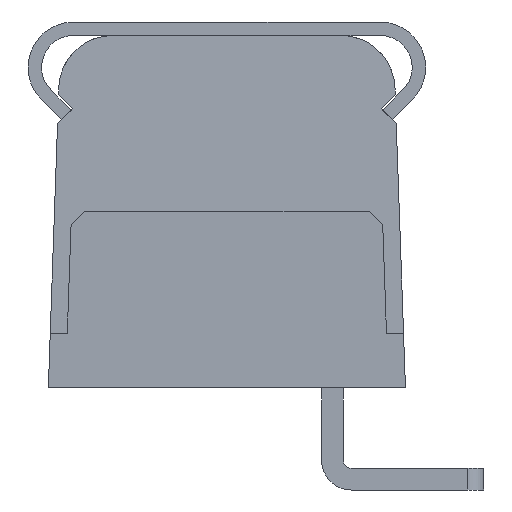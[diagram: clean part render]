
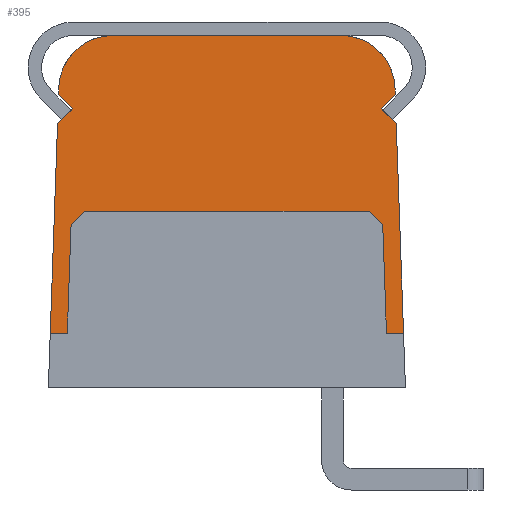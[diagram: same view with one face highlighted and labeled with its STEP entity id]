
A CAD part, front view. The second image highlights one B-rep face of the part: STEP entity #395.
In plain terms, the highlighted planar face has unit normal (0, -1, 0.026).
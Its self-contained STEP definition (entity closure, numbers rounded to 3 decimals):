
#395 = ADVANCED_FACE( '', ( #1620 ), #1621, .T. );
#1620 = FACE_OUTER_BOUND( '', #5567, .T. );
#1621 = PLANE( '', #5568 );
#5567 = EDGE_LOOP( '', ( #10800, #10801, #10802, #10803, #10804, #10805, #10806, #10807, #10808, #10809, #10810, #10811, #10812, #10813, #10814, #10815, #10816, #10817 ) );
#5568 = AXIS2_PLACEMENT_3D( '', #10818, #10819, #10820 );
#10800 = ORIENTED_EDGE( '', *, *, #15664, .T. );
#10801 = ORIENTED_EDGE( '', *, *, #16691, .T. );
#10802 = ORIENTED_EDGE( '', *, *, #16692, .T. );
#10803 = ORIENTED_EDGE( '', *, *, #16693, .T. );
#10804 = ORIENTED_EDGE( '', *, *, #16685, .T. );
#10805 = ORIENTED_EDGE( '', *, *, #16694, .T. );
#10806 = ORIENTED_EDGE( '', *, *, #16695, .T. );
#10807 = ORIENTED_EDGE( '', *, *, #16696, .T. );
#10808 = ORIENTED_EDGE( '', *, *, #16697, .T. );
#10809 = ORIENTED_EDGE( '', *, *, #16698, .T. );
#10810 = ORIENTED_EDGE( '', *, *, #16699, .T. );
#10811 = ORIENTED_EDGE( '', *, *, #16700, .T. );
#10812 = ORIENTED_EDGE( '', *, *, #16701, .T. );
#10813 = ORIENTED_EDGE( '', *, *, #16702, .T. );
#10814 = ORIENTED_EDGE( '', *, *, #16703, .T. );
#10815 = ORIENTED_EDGE( '', *, *, #16704, .T. );
#10816 = ORIENTED_EDGE( '', *, *, #16705, .T. );
#10817 = ORIENTED_EDGE( '', *, *, #16706, .T. );
#10818 = CARTESIAN_POINT( '', ( 0., -4.975, 0. ) );
#10819 = DIRECTION( '', ( 0., -1., 0.026 ) );
#10820 = DIRECTION( '', ( 0., -0.026, -1. ) );
#15664 = EDGE_CURVE( '', #18718, #18716, #18719, .T. );
#16685 = EDGE_CURVE( '', #20508, #20509, #20510, .T. );
#16691 = EDGE_CURVE( '', #18716, #20517, #20518, .T. );
#16692 = EDGE_CURVE( '', #20517, #20519, #20520, .T. );
#16693 = EDGE_CURVE( '', #20519, #20508, #20521, .T. );
#16694 = EDGE_CURVE( '', #20509, #20522, #20523, .T. );
#16695 = EDGE_CURVE( '', #20522, #20524, #20525, .T. );
#16696 = EDGE_CURVE( '', #20524, #20526, #20527, .T. );
#16697 = EDGE_CURVE( '', #20526, #20528, #20529, .T. );
#16698 = EDGE_CURVE( '', #20528, #20530, #20531, .T. );
#16699 = EDGE_CURVE( '', #20530, #20532, #20533, .T. );
#16700 = EDGE_CURVE( '', #20532, #20534, #20535, .T. );
#16701 = EDGE_CURVE( '', #20534, #20536, #20537, .T. );
#16702 = EDGE_CURVE( '', #20536, #20538, #20539, .T. );
#16703 = EDGE_CURVE( '', #20538, #20540, #20541, .T. );
#16704 = EDGE_CURVE( '', #20540, #20542, #20543, .T. );
#16705 = EDGE_CURVE( '', #20542, #20544, #20545, .T. );
#16706 = EDGE_CURVE( '', #20544, #18718, #20546, .T. );
#18716 = VERTEX_POINT( '', #24404 );
#18718 = VERTEX_POINT( '', #24407 );
#18719 = LINE( '', #24408, #24409 );
#20508 = VERTEX_POINT( '', #29429 );
#20509 = VERTEX_POINT( '', #29430 );
#20510 = LINE( '', #29431, #29432 );
#20517 = VERTEX_POINT( '', #29444 );
#20518 = LINE( '', #29445, #29446 );
#20519 = VERTEX_POINT( '', #29447 );
#20520 = LINE( '', #29448, #29449 );
#20521 = LINE( '', #29450, #29451 );
#20522 = VERTEX_POINT( '', #29452 );
#20523 = LINE( '', #29453, #29454 );
#20524 = VERTEX_POINT( '', #29455 );
#20525 = LINE( '', #29456, #29457 );
#20526 = VERTEX_POINT( '', #29458 );
#20527 = LINE( '', #29459, #29460 );
#20528 = VERTEX_POINT( '', #29461 );
#20529 = LINE( '', #29462, #29463 );
#20530 = VERTEX_POINT( '', #29464 );
#20531 = LINE( '', #29465, #29466 );
#20532 = VERTEX_POINT( '', #29467 );
#20533 = LINE( '', #29468, #29469 );
#20534 = VERTEX_POINT( '', #29470 );
#20535 = LINE( '', #29471, #29472 );
#20536 = VERTEX_POINT( '', #29473 );
#20537 = ELLIPSE( '', #29474, 2.001, 2. );
#20538 = VERTEX_POINT( '', #29475 );
#20539 = LINE( '', #29476, #29477 );
#20540 = VERTEX_POINT( '', #29478 );
#20541 = ELLIPSE( '', #29479, 2.001, 2. );
#20542 = VERTEX_POINT( '', #29480 );
#20543 = LINE( '', #29481, #29482 );
#20544 = VERTEX_POINT( '', #29483 );
#20545 = LINE( '', #29484, #29485 );
#20546 = LINE( '', #29486, #29487 );
#24404 = CARTESIAN_POINT( '', ( -6.53, -4.923, 2. ) );
#24407 = CARTESIAN_POINT( '', ( -6.26, -4.72, 9.74 ) );
#24408 = CARTESIAN_POINT( '', ( -6.599, -4.974, 0.022 ) );
#24409 = VECTOR( '', #33613, 1000. );
#29429 = CARTESIAN_POINT( '', ( -5.26, -4.805, 6.5 ) );
#29430 = CARTESIAN_POINT( '', ( 5.26, -4.805, 6.5 ) );
#29431 = CARTESIAN_POINT( '', ( 0., -4.805, 6.5 ) );
#29432 = VECTOR( '', #34774, 1000. );
#29444 = CARTESIAN_POINT( '', ( -5.9, -4.923, 2. ) );
#29445 = CARTESIAN_POINT( '', ( 0., -4.923, 2. ) );
#29446 = VECTOR( '', #34780, 1000. );
#29447 = CARTESIAN_POINT( '', ( -5.76, -4.817, 6.017 ) );
#29448 = CARTESIAN_POINT( '', ( -5.963, -4.97, 0.208 ) );
#29449 = VECTOR( '', #34781, 1000. );
#29450 = CARTESIAN_POINT( '', ( -5.788, -4.818, 5.99 ) );
#29451 = VECTOR( '', #34782, 1000. );
#29452 = CARTESIAN_POINT( '', ( 5.76, -4.817, 6.017 ) );
#29453 = CARTESIAN_POINT( '', ( 5.788, -4.818, 5.99 ) );
#29454 = VECTOR( '', #34783, 1000. );
#29455 = CARTESIAN_POINT( '', ( 5.9, -4.923, 2. ) );
#29456 = CARTESIAN_POINT( '', ( 5.963, -4.97, 0.208 ) );
#29457 = VECTOR( '', #34784, 1000. );
#29458 = CARTESIAN_POINT( '', ( 6.53, -4.923, 2. ) );
#29459 = CARTESIAN_POINT( '', ( 0., -4.923, 2. ) );
#29460 = VECTOR( '', #34785, 1000. );
#29461 = CARTESIAN_POINT( '', ( 6.26, -4.72, 9.74 ) );
#29462 = CARTESIAN_POINT( '', ( 6.599, -4.974, 0.022 ) );
#29463 = VECTOR( '', #34786, 1000. );
#29464 = CARTESIAN_POINT( '', ( 5.7, -4.705, 10.3 ) );
#29465 = CARTESIAN_POINT( '', ( 5.692, -4.705, 10.308 ) );
#29466 = VECTOR( '', #34787, 1000. );
#29467 = CARTESIAN_POINT( '', ( 6.222, -4.692, 10.822 ) );
#29468 = CARTESIAN_POINT( '', ( 5.708, -4.705, 10.308 ) );
#29469 = VECTOR( '', #34788, 1000. );
#29470 = CARTESIAN_POINT( '', ( 6.213, -4.685, 11.07 ) );
#29471 = CARTESIAN_POINT( '', ( 6.222, -4.691, 10.837 ) );
#29472 = VECTOR( '', #34789, 1000. );
#29473 = CARTESIAN_POINT( '', ( 4.215, -4.635, 13. ) );
#29474 = AXIS2_PLACEMENT_3D( '', #34790, #34791, #34792 );
#29475 = CARTESIAN_POINT( '', ( -4.215, -4.635, 13. ) );
#29476 = CARTESIAN_POINT( '', ( 4.215, -4.635, 13. ) );
#29477 = VECTOR( '', #34793, 1000. );
#29478 = CARTESIAN_POINT( '', ( -6.213, -4.685, 11.07 ) );
#29479 = AXIS2_PLACEMENT_3D( '', #34794, #34795, #34796 );
#29480 = CARTESIAN_POINT( '', ( -6.222, -4.692, 10.822 ) );
#29481 = CARTESIAN_POINT( '', ( -6.222, -4.691, 10.837 ) );
#29482 = VECTOR( '', #34797, 1000. );
#29483 = CARTESIAN_POINT( '', ( -5.7, -4.705, 10.3 ) );
#29484 = CARTESIAN_POINT( '', ( -5.708, -4.705, 10.308 ) );
#29485 = VECTOR( '', #34798, 1000. );
#29486 = CARTESIAN_POINT( '', ( -5.692, -4.705, 10.308 ) );
#29487 = VECTOR( '', #34799, 1000. );
#33613 = DIRECTION( '', ( -0.035, -0.026, -0.999 ) );
#34774 = DIRECTION( '', ( 1., 0., 0. ) );
#34780 = DIRECTION( '', ( 1., 0., 0. ) );
#34781 = DIRECTION( '', ( 0.035, 0.026, 0.999 ) );
#34782 = DIRECTION( '', ( 0.719, 0.018, 0.695 ) );
#34783 = DIRECTION( '', ( 0.719, -0.018, -0.695 ) );
#34784 = DIRECTION( '', ( 0.035, -0.026, -0.999 ) );
#34785 = DIRECTION( '', ( 1., 0., 0. ) );
#34786 = DIRECTION( '', ( -0.035, 0.026, 0.999 ) );
#34787 = DIRECTION( '', ( -0.707, 0.019, 0.707 ) );
#34788 = DIRECTION( '', ( 0.707, 0.019, 0.707 ) );
#34789 = DIRECTION( '', ( -0.035, 0.026, 0.999 ) );
#34790 = CARTESIAN_POINT( '', ( 4.215, -4.687, 11. ) );
#34791 = DIRECTION( '', ( 0., -1., 0.026 ) );
#34792 = DIRECTION( '', ( 0., 0.026, 1. ) );
#34793 = DIRECTION( '', ( -1., 0., 0. ) );
#34794 = CARTESIAN_POINT( '', ( -4.215, -4.687, 11. ) );
#34795 = DIRECTION( '', ( 0., -1., 0.026 ) );
#34796 = DIRECTION( '', ( 0., 0.026, 1. ) );
#34797 = DIRECTION( '', ( -0.035, -0.026, -0.999 ) );
#34798 = DIRECTION( '', ( 0.707, -0.019, -0.707 ) );
#34799 = DIRECTION( '', ( -0.707, -0.019, -0.707 ) );
